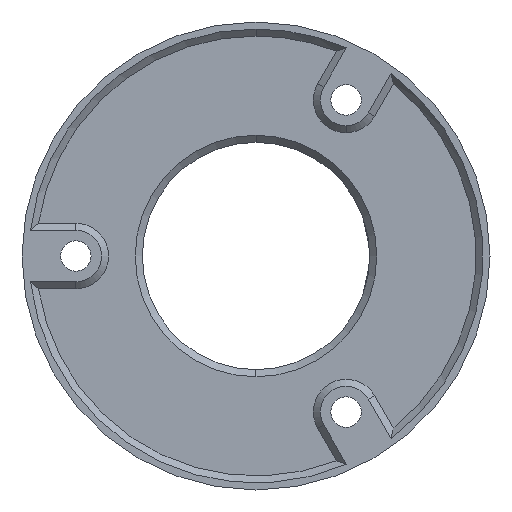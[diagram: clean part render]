
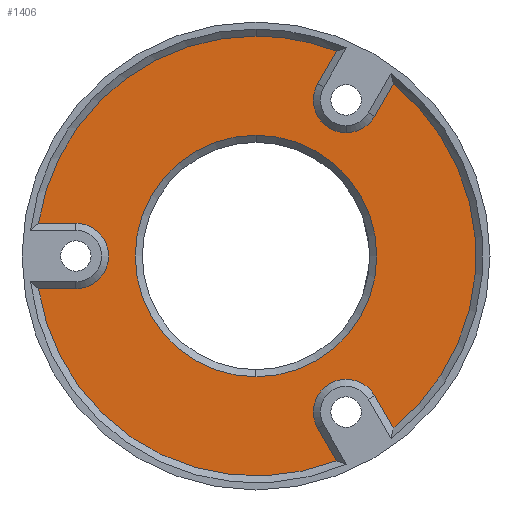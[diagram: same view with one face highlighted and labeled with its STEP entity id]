
A CAD part, left-side view. The second image highlights one B-rep face of the part: STEP entity #1406.
In plain terms, the highlighted planar face has unit normal (-1, 0, 0).
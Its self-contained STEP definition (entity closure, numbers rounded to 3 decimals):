
#10 = VECTOR ( 'NONE', #1504, 1000. ) ;
#11 = ORIENTED_EDGE ( 'NONE', *, *, #1658, .T. ) ;
#12 = CARTESIAN_POINT ( 'NONE',  ( 1.5, 3.563, -20.171 ) ) ;
#13 = EDGE_CURVE ( 'NONE', #25, #1205, #1023, .T. ) ;
#25 = VERTEX_POINT ( 'NONE', #1136 ) ;
#31 = DIRECTION ( 'NONE',  ( 0., 0.5, -0.866 ) ) ;
#43 = EDGE_CURVE ( 'NONE', #220, #1627, #709, .T. ) ;
#46 = CIRCLE ( 'NONE', #1721, 7. ) ;
#57 = DIRECTION ( 'NONE',  ( 0., -1., 0. ) ) ;
#58 = VERTEX_POINT ( 'NONE', #532 ) ;
#69 = ORIENTED_EDGE ( 'NONE', *, *, #638, .T. ) ;
#72 = ORIENTED_EDGE ( 'NONE', *, *, #102, .T. ) ;
#74 = VERTEX_POINT ( 'NONE', #651 ) ;
#83 = AXIS2_PLACEMENT_3D ( 'NONE', #1412, #1556, #363 ) ;
#94 = FACE_BOUND ( 'NONE', #716, .T. ) ;
#102 = EDGE_CURVE ( 'NONE', #450, #231, #1382, .T. ) ;
#105 = EDGE_CURVE ( 'NONE', #513, #834, #1006, .T. ) ;
#112 = DIRECTION ( 'NONE',  ( 0., 0., -1. ) ) ;
#115 = LINE ( 'NONE', #904, #1637 ) ;
#124 = DIRECTION ( 'NONE',  ( 0., 0., -1. ) ) ;
#127 = DIRECTION ( 'NONE',  ( 0., -0.5, -0.866 ) ) ;
#143 = CARTESIAN_POINT ( 'NONE',  ( 1.5, 0., 0. ) ) ;
#211 = ORIENTED_EDGE ( 'NONE', *, *, #251, .T. ) ;
#220 = VERTEX_POINT ( 'NONE', #927 ) ;
#231 = VERTEX_POINT ( 'NONE', #393 ) ;
#247 = CARTESIAN_POINT ( 'NONE',  ( 1.5, -19.25, 33.342 ) ) ;
#251 = EDGE_CURVE ( 'NONE', #1627, #513, #1238, .T. ) ;
#261 = CIRCLE ( 'NONE', #989, 25.8 ) ;
#265 = CIRCLE ( 'NONE', #1101, 7. ) ;
#269 = DIRECTION ( 'NONE',  ( 0., 1., 0. ) ) ;
#280 = CARTESIAN_POINT ( 'NONE',  ( 1.5, 0., 0. ) ) ;
#311 = ORIENTED_EDGE ( 'NONE', *, *, #703, .T. ) ;
#313 = EDGE_CURVE ( 'NONE', #231, #1441, #1675, .T. ) ;
#318 = EDGE_CURVE ( 'NONE', #74, #25, #951, .T. ) ;
#321 = VERTEX_POINT ( 'NONE', #414 ) ;
#349 = VERTEX_POINT ( 'NONE', #665 ) ;
#361 = EDGE_CURVE ( 'NONE', #1441, #467, #905, .T. ) ;
#363 = DIRECTION ( 'NONE',  ( 0., 0., -1. ) ) ;
#393 = CARTESIAN_POINT ( 'NONE',  ( 1.5, 0., 47. ) ) ;
#397 = CARTESIAN_POINT ( 'NONE',  ( 1.5, 0., 0. ) ) ;
#414 = CARTESIAN_POINT ( 'NONE',  ( 1.5, 0., -25.8 ) ) ;
#415 = DIRECTION ( 'NONE',  ( 0., 0., -1. ) ) ;
#437 = CARTESIAN_POINT ( 'NONE',  ( 1.5, 38.5, 7. ) ) ;
#438 = DIRECTION ( 'NONE',  ( 1., 0., 0. ) ) ;
#450 = VERTEX_POINT ( 'NONE', #1098 ) ;
#465 = ORIENTED_EDGE ( 'NONE', *, *, #361, .T. ) ;
#467 = VERTEX_POINT ( 'NONE', #437 ) ;
#490 = VECTOR ( 'NONE', #31, 1000. ) ;
#513 = VERTEX_POINT ( 'NONE', #1066 ) ;
#532 = CARTESIAN_POINT ( 'NONE',  ( 1.5, -25.312, -29.842 ) ) ;
#534 = AXIS2_PLACEMENT_3D ( 'NONE', #397, #1316, #1454 ) ;
#538 = AXIS2_PLACEMENT_3D ( 'NONE', #758, #1685, #893 ) ;
#544 = AXIS2_PLACEMENT_3D ( 'NONE', #143, #1208, #1337 ) ;
#622 = EDGE_LOOP ( 'NONE', ( #1360, #1340, #1303, #211, #1687, #1180, #11, #72, #1401, #465, #69, #793, #1106, #1548 ) ) ;
#638 = EDGE_CURVE ( 'NONE', #467, #74, #46, .T. ) ;
#641 = CARTESIAN_POINT ( 'NONE',  ( 1.5, -13.188, -36.842 ) ) ;
#642 = DIRECTION ( 'NONE',  ( 0., 0., -1. ) ) ;
#651 = CARTESIAN_POINT ( 'NONE',  ( 1.5, 38.5, -7. ) ) ;
#660 = CARTESIAN_POINT ( 'NONE',  ( 1.5, -19.25, -7. ) ) ;
#665 = CARTESIAN_POINT ( 'NONE',  ( 1.5, -13.188, 36.842 ) ) ;
#694 = VERTEX_POINT ( 'NONE', #1065 ) ;
#703 = EDGE_CURVE ( 'NONE', #694, #321, #261, .T. ) ;
#709 = CIRCLE ( 'NONE', #995, 47. ) ;
#716 = EDGE_LOOP ( 'NONE', ( #311, #1682 ) ) ;
#758 = CARTESIAN_POINT ( 'NONE',  ( 1.5, -19.25, -33.342 ) ) ;
#766 = AXIS2_PLACEMENT_3D ( 'NONE', #1164, #1444, #112 ) ;
#785 = DIRECTION ( 'NONE',  ( -1., 0., 0. ) ) ;
#793 = ORIENTED_EDGE ( 'NONE', *, *, #318, .T. ) ;
#822 = CARTESIAN_POINT ( 'NONE',  ( 1.5, -19.25, 33.342 ) ) ;
#834 = VERTEX_POINT ( 'NONE', #1656 ) ;
#839 = EDGE_CURVE ( 'NONE', #834, #349, #265, .T. ) ;
#851 = VECTOR ( 'NONE', #57, 1000. ) ;
#878 = EDGE_CURVE ( 'NONE', #321, #694, #1075, .T. ) ;
#893 = DIRECTION ( 'NONE',  ( 0., 0., -1. ) ) ;
#904 = CARTESIAN_POINT ( 'NONE',  ( 1.5, -25.312, -29.842 ) ) ;
#905 = LINE ( 'NONE', #1228, #851 ) ;
#909 = AXIS2_PLACEMENT_3D ( 'NONE', #1161, #917, #642 ) ;
#917 = DIRECTION ( 'NONE',  ( -1., 0., 0. ) ) ;
#921 = CARTESIAN_POINT ( 'NONE',  ( 1.5, 46.476, 7. ) ) ;
#927 = CARTESIAN_POINT ( 'NONE',  ( 1.5, -29.3, -36.749 ) ) ;
#947 = DIRECTION ( 'NONE',  ( 0., 0., -1. ) ) ;
#951 = LINE ( 'NONE', #660, #1330 ) ;
#960 = CARTESIAN_POINT ( 'NONE',  ( 1.5, 15.687, -13.171 ) ) ;
#989 = AXIS2_PLACEMENT_3D ( 'NONE', #280, #1201, #415 ) ;
#995 = AXIS2_PLACEMENT_3D ( 'NONE', #1315, #785, #124 ) ;
#1006 = CIRCLE ( 'NONE', #1679, 7. ) ;
#1023 = CIRCLE ( 'NONE', #83, 47. ) ;
#1041 = LINE ( 'NONE', #960, #10 ) ;
#1065 = CARTESIAN_POINT ( 'NONE',  ( 1.5, 0., 25.8 ) ) ;
#1066 = CARTESIAN_POINT ( 'NONE',  ( 1.5, -25.312, 29.842 ) ) ;
#1075 = CIRCLE ( 'NONE', #534, 25.8 ) ;
#1098 = CARTESIAN_POINT ( 'NONE',  ( 1.5, -17.176, 43.749 ) ) ;
#1101 = AXIS2_PLACEMENT_3D ( 'NONE', #822, #1389, #947 ) ;
#1106 = ORIENTED_EDGE ( 'NONE', *, *, #13, .T. ) ;
#1135 = EDGE_CURVE ( 'NONE', #1205, #1284, #1397, .T. ) ;
#1136 = CARTESIAN_POINT ( 'NONE',  ( 1.5, 46.476, -7. ) ) ;
#1139 = CARTESIAN_POINT ( 'NONE',  ( 1.5, -17.176, -43.749 ) ) ;
#1154 = CARTESIAN_POINT ( 'NONE',  ( 1.5, -13.188, -36.842 ) ) ;
#1161 = CARTESIAN_POINT ( 'NONE',  ( 1.5, 0., 0. ) ) ;
#1164 = CARTESIAN_POINT ( 'NONE',  ( 1.5, -19.25, -33.342 ) ) ;
#1177 = PLANE ( 'NONE',  #766 ) ;
#1180 = ORIENTED_EDGE ( 'NONE', *, *, #839, .T. ) ;
#1201 = DIRECTION ( 'NONE',  ( 1., 0., 0. ) ) ;
#1205 = VERTEX_POINT ( 'NONE', #1139 ) ;
#1208 = DIRECTION ( 'NONE',  ( -1., 0., 0. ) ) ;
#1228 = CARTESIAN_POINT ( 'NONE',  ( 1.5, -19.25, 7. ) ) ;
#1238 = LINE ( 'NONE', #12, #490 ) ;
#1258 = EDGE_CURVE ( 'NONE', #1284, #58, #1511, .T. ) ;
#1265 = FACE_OUTER_BOUND ( 'NONE', #622, .T. ) ;
#1280 = DIRECTION ( 'NONE',  ( 0., 0.5, 0.866 ) ) ;
#1284 = VERTEX_POINT ( 'NONE', #641 ) ;
#1303 = ORIENTED_EDGE ( 'NONE', *, *, #43, .T. ) ;
#1315 = CARTESIAN_POINT ( 'NONE',  ( 1.5, 0., 0. ) ) ;
#1316 = DIRECTION ( 'NONE',  ( 1., 0., 0. ) ) ;
#1330 = VECTOR ( 'NONE', #269, 1000. ) ;
#1337 = DIRECTION ( 'NONE',  ( 0., 0., -1. ) ) ;
#1340 = ORIENTED_EDGE ( 'NONE', *, *, #1476, .T. ) ;
#1342 = CARTESIAN_POINT ( 'NONE',  ( 1.5, -29.3, 36.749 ) ) ;
#1353 = DIRECTION ( 'NONE',  ( 0., 0., -1. ) ) ;
#1360 = ORIENTED_EDGE ( 'NONE', *, *, #1258, .T. ) ;
#1382 = CIRCLE ( 'NONE', #909, 47. ) ;
#1389 = DIRECTION ( 'NONE',  ( 1., 0., 0. ) ) ;
#1397 = LINE ( 'NONE', #1154, #1410 ) ;
#1401 = ORIENTED_EDGE ( 'NONE', *, *, #313, .T. ) ;
#1406 = ADVANCED_FACE ( 'NONE', ( #1265, #94 ), #1177, .F. ) ;
#1410 = VECTOR ( 'NONE', #1280, 1000. ) ;
#1412 = CARTESIAN_POINT ( 'NONE',  ( 1.5, 0., 0. ) ) ;
#1441 = VERTEX_POINT ( 'NONE', #921 ) ;
#1444 = DIRECTION ( 'NONE',  ( 1., 0., 0. ) ) ;
#1454 = DIRECTION ( 'NONE',  ( 0., 0., -1. ) ) ;
#1474 = CARTESIAN_POINT ( 'NONE',  ( 1.5, 38.5, 0. ) ) ;
#1476 = EDGE_CURVE ( 'NONE', #58, #220, #115, .T. ) ;
#1504 = DIRECTION ( 'NONE',  ( 0., -0.5, 0.866 ) ) ;
#1511 = CIRCLE ( 'NONE', #538, 7. ) ;
#1548 = ORIENTED_EDGE ( 'NONE', *, *, #1135, .T. ) ;
#1556 = DIRECTION ( 'NONE',  ( -1., 0., 0. ) ) ;
#1595 = DIRECTION ( 'NONE',  ( 1., 0., 0. ) ) ;
#1627 = VERTEX_POINT ( 'NONE', #1342 ) ;
#1637 = VECTOR ( 'NONE', #127, 1000. ) ;
#1656 = CARTESIAN_POINT ( 'NONE',  ( 1.5, -19.25, 26.342 ) ) ;
#1658 = EDGE_CURVE ( 'NONE', #349, #450, #1041, .T. ) ;
#1675 = CIRCLE ( 'NONE', #544, 47. ) ;
#1679 = AXIS2_PLACEMENT_3D ( 'NONE', #247, #1595, #1708 ) ;
#1682 = ORIENTED_EDGE ( 'NONE', *, *, #878, .T. ) ;
#1685 = DIRECTION ( 'NONE',  ( 1., 0., 0. ) ) ;
#1687 = ORIENTED_EDGE ( 'NONE', *, *, #105, .T. ) ;
#1708 = DIRECTION ( 'NONE',  ( 0., 0., -1. ) ) ;
#1721 = AXIS2_PLACEMENT_3D ( 'NONE', #1474, #438, #1353 ) ;
